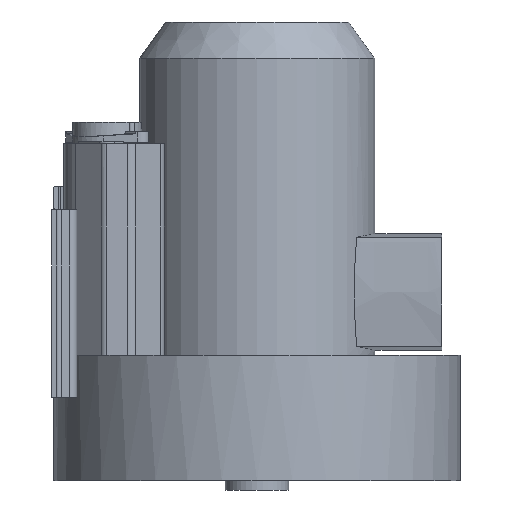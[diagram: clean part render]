
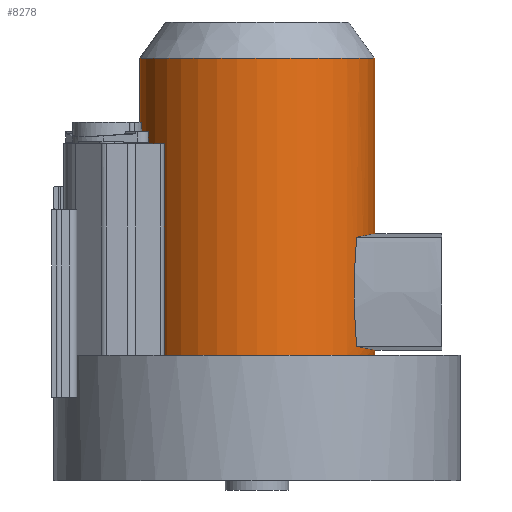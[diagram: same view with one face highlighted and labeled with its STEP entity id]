
A CAD part, front view. The second image highlights one B-rep face of the part: STEP entity #8278.
In plain terms, the highlighted cylindrical face has radius 113 mm (diameter 226 mm), a partial arc.
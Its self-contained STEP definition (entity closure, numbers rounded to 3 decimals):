
#219=CARTESIAN_POINT('',(0.,0.,90.));
#220=DIRECTION('',(0.,0.,1.));
#221=DIRECTION('',(-1.,0.,0.));
#222=AXIS2_PLACEMENT_3D('',#219,#220,#221);
#3213=DIRECTION('',(0.,0.,1.));
#3214=VECTOR('',#3213,4.993);
#3215=CARTESIAN_POINT('',(113.,0.,90.));
#3216=LINE('',#3215,#3214);
#3217=CARTESIAN_POINT('',(113.,0.,94.993));
#3256=CARTESIAN_POINT('',(113.,0.,206.807));
#3258=DIRECTION('',(0.,0.,1.));
#3259=VECTOR('',#3258,168.193);
#3260=CARTESIAN_POINT('',(113.,0.,206.807));
#3261=LINE('',#3260,#3259);
#3280=CARTESIAN_POINT('',(0.,0.,375.));
#3281=DIRECTION('',(0.,0.,1.));
#3282=DIRECTION('',(-1.,0.,0.));
#3283=AXIS2_PLACEMENT_3D('',#3280,#3281,#3282);
#3285=CARTESIAN_POINT('',(113.,0.,206.807));
#3286=CARTESIAN_POINT('',(113.,-2.655,206.79));
#3287=CARTESIAN_POINT('',(112.813,-7.964,206.718));
#3288=CARTESIAN_POINT('',(111.972,-15.887,206.506));
#3289=CARTESIAN_POINT('',(110.576,-23.727,206.193));
#3290=CARTESIAN_POINT('',(108.634,-31.445,205.783));
#3291=CARTESIAN_POINT('',(106.155,-39.001,205.284));
#3292=CARTESIAN_POINT('',(103.155,-46.359,204.705));
#3293=CARTESIAN_POINT('',(99.647,-53.483,204.057));
#3294=CARTESIAN_POINT('',(96.982,-58.055,203.587));
#3295=CARTESIAN_POINT('',(95.572,-60.291,203.344));
#3297=CARTESIAN_POINT('',(95.572,-60.291,203.344));
#3298=CARTESIAN_POINT('',(95.203,-60.876,199.11));
#3299=CARTESIAN_POINT('',(94.542,-61.9,190.653));
#3300=CARTESIAN_POINT('',(93.805,-63.007,178.038));
#3301=CARTESIAN_POINT('',(93.334,-63.701,165.372));
#3302=CARTESIAN_POINT('',(93.145,-63.977,152.58));
#3303=CARTESIAN_POINT('',(93.256,-63.815,139.585));
#3304=CARTESIAN_POINT('',(93.682,-63.19,126.285));
#3305=CARTESIAN_POINT('',(94.433,-62.067,112.627));
#3306=CARTESIAN_POINT('',(95.157,-60.948,103.225));
#3307=CARTESIAN_POINT('',(95.571,-60.293,98.456));
#3309=CARTESIAN_POINT('',(95.571,-60.293,98.456));
#3310=CARTESIAN_POINT('',(96.981,-58.057,98.213));
#3311=CARTESIAN_POINT('',(99.646,-53.485,97.743));
#3312=CARTESIAN_POINT('',(103.154,-46.36,97.095));
#3313=CARTESIAN_POINT('',(106.155,-39.001,96.516));
#3314=CARTESIAN_POINT('',(108.634,-31.445,96.017));
#3315=CARTESIAN_POINT('',(110.577,-23.727,95.607));
#3316=CARTESIAN_POINT('',(111.972,-15.886,95.294));
#3317=CARTESIAN_POINT('',(112.813,-7.964,95.082));
#3318=CARTESIAN_POINT('',(113.,-2.655,95.01));
#3319=CARTESIAN_POINT('',(113.,0.,94.993));
#3321=DIRECTION('',(0.,0.,1.));
#3322=VECTOR('',#3321,285.);
#3323=CARTESIAN_POINT('',(-113.,0.,90.));
#3324=LINE('',#3323,#3322);
#3910=CARTESIAN_POINT('',(113.,0.,90.));
#3911=CARTESIAN_POINT('',(-113.,0.,90.));
#3912=VERTEX_POINT('',#3910);
#3913=VERTEX_POINT('',#3911);
#3918=VERTEX_POINT('',#3217);
#3921=VERTEX_POINT('',#3256);
#3922=VERTEX_POINT('',#3309);
#3923=VERTEX_POINT('',#3295);
#4352=CARTESIAN_POINT('',(-113.,0.,375.));
#4353=CARTESIAN_POINT('',(113.,0.,375.));
#4354=VERTEX_POINT('',#4352);
#4355=VERTEX_POINT('',#4353);
#8260=CARTESIAN_POINT('',(0.,0.,90.));
#8261=DIRECTION('',(0.,0.,1.));
#8262=DIRECTION('',(1.,0.,0.));
#8263=AXIS2_PLACEMENT_3D('',#8260,#8261,#8262);
#8264=CYLINDRICAL_SURFACE('',#8263,113.);
#8265=ORIENTED_EDGE('',*,*,#8254,.T.);
#8266=ORIENTED_EDGE('',*,*,#8216,.F.);
#8268=ORIENTED_EDGE('',*,*,#8267,.T.);
#8270=ORIENTED_EDGE('',*,*,#8269,.T.);
#8272=ORIENTED_EDGE('',*,*,#8271,.T.);
#8273=ORIENTED_EDGE('',*,*,#8208,.F.);
#8274=ORIENTED_EDGE('',*,*,#4447,.F.);
#8275=ORIENTED_EDGE('',*,*,#8205,.T.);
#8276=EDGE_LOOP('',(#8265,#8266,#8268,#8270,#8272,#8273,#8274,#8275));
#8277=FACE_OUTER_BOUND('',#8276,.F.);
#8278=ADVANCED_FACE('',(#8277),#8264,.T.);
#223=CIRCLE('',#222,113.);
#3284=CIRCLE('',#3283,113.);
#3296=B_SPLINE_CURVE_WITH_KNOTS('',3,(#3285,#3286,#3287,#3288,#3289,#3290,#3291,
#3292,#3293,#3294,#3295),.UNSPECIFIED.,.F.,.F.,(4,1,1,1,1,1,1,1,4),(0.,
0.125,0.25,0.375,0.5,0.625,0.75,0.875,1.),.UNSPECIFIED.);
#3308=B_SPLINE_CURVE_WITH_KNOTS('',3,(#3297,#3298,#3299,#3300,#3301,#3302,#3303,
#3304,#3305,#3306,#3307),.UNSPECIFIED.,.F.,.F.,(4,1,1,1,1,1,1,1,4),(0.,
0.125,0.25,0.375,0.5,0.625,0.75,0.875,1.),.UNSPECIFIED.);
#3320=B_SPLINE_CURVE_WITH_KNOTS('',3,(#3309,#3310,#3311,#3312,#3313,#3314,#3315,
#3316,#3317,#3318,#3319),.UNSPECIFIED.,.F.,.F.,(4,1,1,1,1,1,1,1,4),(0.,
0.125,0.25,0.375,0.5,0.625,0.75,0.875,1.),.UNSPECIFIED.);
#4447=EDGE_CURVE('',#3913,#3912,#223,.T.);
#8205=EDGE_CURVE('',#3913,#4354,#3324,.T.);
#8208=EDGE_CURVE('',#3912,#3918,#3216,.T.);
#8216=EDGE_CURVE('',#3921,#4355,#3261,.T.);
#8254=EDGE_CURVE('',#4354,#4355,#3284,.T.);
#8267=EDGE_CURVE('',#3921,#3923,#3296,.T.);
#8269=EDGE_CURVE('',#3923,#3922,#3308,.T.);
#8271=EDGE_CURVE('',#3922,#3918,#3320,.T.);
